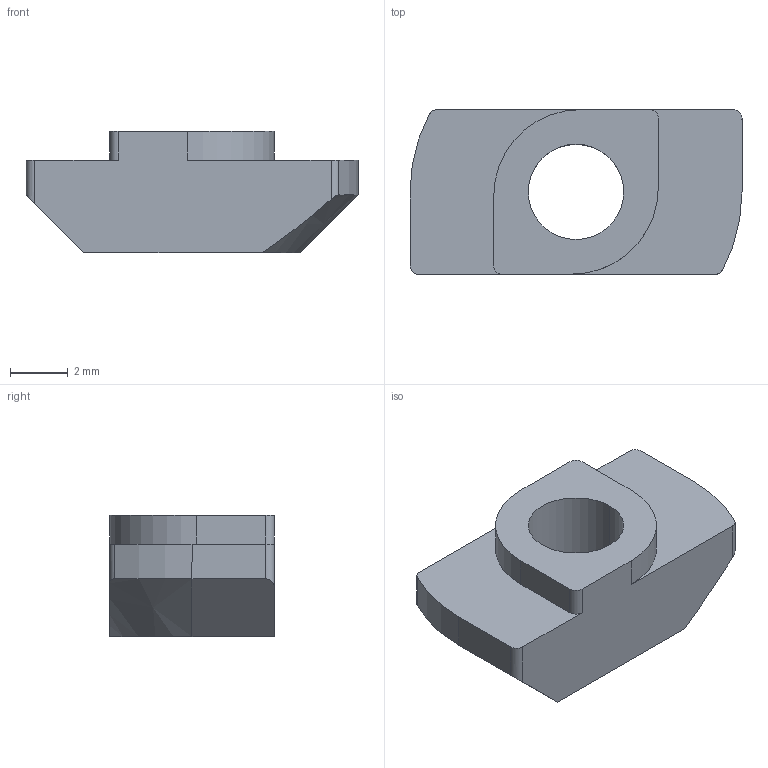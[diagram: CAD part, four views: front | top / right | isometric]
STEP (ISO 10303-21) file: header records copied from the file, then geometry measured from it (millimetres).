
FILE_DESCRIPTION (( 'STEP AP214' ), '1' );
FILE_NAME ('6216400', '2019-02-04T08:31:05', ( '' ), ('JUGARD+KÜNSTNER GmbH'), 'SwSTEP 2.0', 'SolidWorks 2017', '' );
FILE_SCHEMA (( 'AUTOMOTIVE_DESIGN' ));
Length unit declared in the file: millimetre
Products named in the file (1): 6216400_CNAJF00
Bounding box: 11.5 x 5.7 x 4.2 mm (x, y, z)
Volume: 174.4 mm3; surface area: 257.9 mm2
Topology: 1 solids, 1 shells, 26 faces, 70 edges, 46 vertices
Faces by surface type: cylinder 12, plane 12, cone 2
Entity records: 870 total; most frequent: CARTESIAN_POINT 169, DIRECTION 140, ORIENTED_EDGE 140, EDGE_CURVE 70, AXIS2_PLACEMENT_3D 49, VERTEX_POINT 46, VECTOR 42, LINE 42
